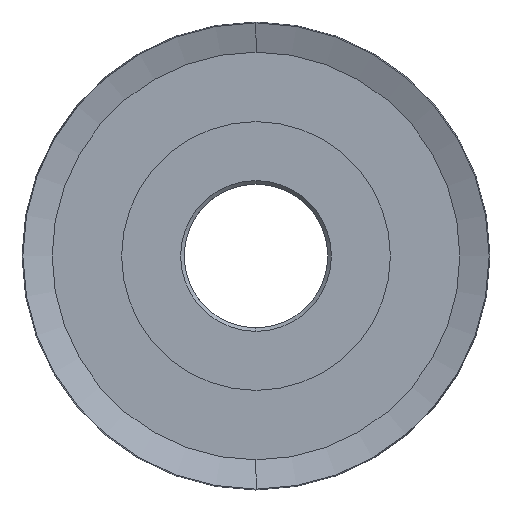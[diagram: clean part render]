
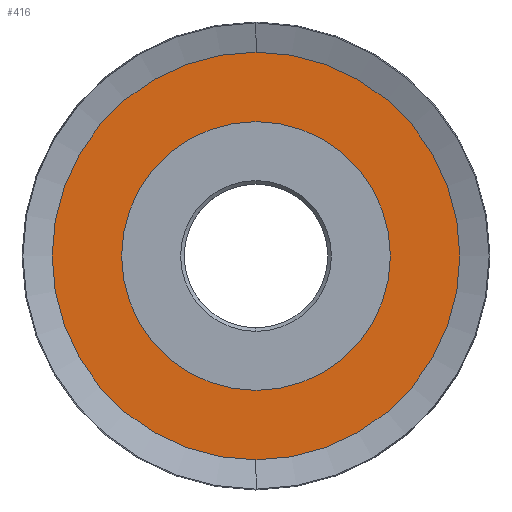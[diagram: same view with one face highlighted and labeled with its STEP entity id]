
A CAD part, left-side view. The second image highlights one B-rep face of the part: STEP entity #416.
In plain terms, the highlighted planar face has unit normal (-1, 0, 0).
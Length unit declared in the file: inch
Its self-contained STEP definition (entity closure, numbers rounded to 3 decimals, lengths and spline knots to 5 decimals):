
#416 = ADVANCED_FACE ( 'NONE', ( #11846, #7169 ), #7944, .T. ) ;
#610 = VERTEX_POINT ( 'NONE', #7573 ) ;
#973 = DIRECTION ( 'NONE',  ( -1., 0., 0. ) ) ;
#1366 = VERTEX_POINT ( 'NONE', #5769 ) ;
#1552 = AXIS2_PLACEMENT_3D ( 'NONE', #8066, #2423, #9007 ) ;
#1706 = CIRCLE ( 'NONE', #1552, 0.234 ) ;
#2085 = CARTESIAN_POINT ( 'NONE',  ( -0.31875, 0., 0.355 ) ) ;
#2423 = DIRECTION ( 'NONE',  ( -1., 0., 0. ) ) ;
#2675 = CARTESIAN_POINT ( 'NONE',  ( -0.31875, 0., -0.355 ) ) ;
#2776 = CIRCLE ( 'NONE', #10383, 0.355 ) ;
#2934 = CIRCLE ( 'NONE', #11868, 0.234 ) ;
#3268 = DIRECTION ( 'NONE',  ( -1., 0., 0. ) ) ;
#4322 = ORIENTED_EDGE ( 'NONE', *, *, #5162, .T. ) ;
#4410 = CARTESIAN_POINT ( 'NONE',  ( -0.31875, 0., 0. ) ) ;
#5107 = AXIS2_PLACEMENT_3D ( 'NONE', #11645, #11767, #11686 ) ;
#5162 = EDGE_CURVE ( 'NONE', #6217, #8558, #11841, .T. ) ;
#5349 = DIRECTION ( 'NONE',  ( 0., 0., 1. ) ) ;
#5391 = ORIENTED_EDGE ( 'NONE', *, *, #10477, .T. ) ;
#5583 = EDGE_CURVE ( 'NONE', #610, #1366, #1706, .T. ) ;
#5769 = CARTESIAN_POINT ( 'NONE',  ( -0.31875, 0., -0.234 ) ) ;
#5845 = EDGE_LOOP ( 'NONE', ( #4322, #5391 ) ) ;
#6217 = VERTEX_POINT ( 'NONE', #2085 ) ;
#6255 = ORIENTED_EDGE ( 'NONE', *, *, #10191, .F. ) ;
#6645 = CARTESIAN_POINT ( 'NONE',  ( -0.31875, 0., 0. ) ) ;
#7169 = FACE_BOUND ( 'NONE', #10288, .T. ) ;
#7572 = DIRECTION ( 'NONE',  ( 0., 0., 1. ) ) ;
#7573 = CARTESIAN_POINT ( 'NONE',  ( -0.31875, 0., 0.234 ) ) ;
#7944 = PLANE ( 'NONE',  #5107 ) ;
#8066 = CARTESIAN_POINT ( 'NONE',  ( -0.31875, 0., 0. ) ) ;
#8558 = VERTEX_POINT ( 'NONE', #2675 ) ;
#8895 = CARTESIAN_POINT ( 'NONE',  ( -0.31875, 0., 0. ) ) ;
#9007 = DIRECTION ( 'NONE',  ( 0., 0., 1. ) ) ;
#9828 = DIRECTION ( 'NONE',  ( 0., 0., 1. ) ) ;
#10191 = EDGE_CURVE ( 'NONE', #1366, #610, #2934, .T. ) ;
#10201 = AXIS2_PLACEMENT_3D ( 'NONE', #6645, #973, #7572 ) ;
#10288 = EDGE_LOOP ( 'NONE', ( #11044, #6255 ) ) ;
#10383 = AXIS2_PLACEMENT_3D ( 'NONE', #4410, #10957, #5349 ) ;
#10477 = EDGE_CURVE ( 'NONE', #8558, #6217, #2776, .T. ) ;
#10957 = DIRECTION ( 'NONE',  ( -1., 0., 0. ) ) ;
#11044 = ORIENTED_EDGE ( 'NONE', *, *, #5583, .F. ) ;
#11645 = CARTESIAN_POINT ( 'NONE',  ( -0.31875, 0.355, 0. ) ) ;
#11686 = DIRECTION ( 'NONE',  ( 0., 0., 1. ) ) ;
#11767 = DIRECTION ( 'NONE',  ( -1., 0., 0. ) ) ;
#11841 = CIRCLE ( 'NONE', #10201, 0.355 ) ;
#11846 = FACE_OUTER_BOUND ( 'NONE', #5845, .T. ) ;
#11868 = AXIS2_PLACEMENT_3D ( 'NONE', #8895, #3268, #9828 ) ;
